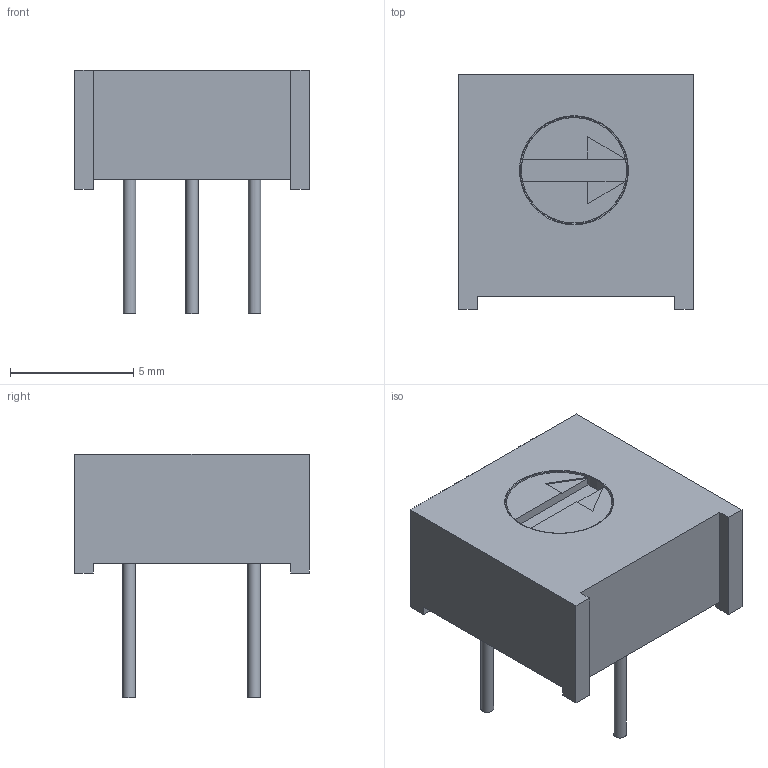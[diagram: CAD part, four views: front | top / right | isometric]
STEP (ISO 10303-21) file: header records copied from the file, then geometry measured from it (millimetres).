
FILE_DESCRIPTION(/* description */ ('Unknown'),/* implementation_level */ '2;1');
FILE_NAME(/* name */ 'BRAK OZNACZENIA PRODUCENTA',/* time_stamp */ '2023-09-14T11:11:33+02:00',/* author */ ('Unknown'),/* organization */ ('Unknown'),/* preprocessor_version */ 'ST-DEVELOPER v18.102',/* originating_system */ 'Solid Edge',/* authorisation */ 'Unknown');
FILE_SCHEMA (('AUTOMOTIVE_DESIGN {1 0 10303 214 3 1 1}'));
Length unit declared in the file: millimetre
Products named in the file (1): BRAK OZNACZENIA PRODUCENTA
Bounding box: 9.53 x 9.53 x 9.9 mm (x, y, z)
Volume: 387.6 mm3; surface area: 395.9 mm2
Topology: 1 solids, 1 shells, 43 faces, 109 edges, 73 vertices
Faces by surface type: plane 37, cylinder 5, torus 1
Full cylindrical faces by diameter (mm): 0.51 x3, 4.276 x1, 4.376 x1
Entity records: 1536 total; most frequent: CARTESIAN_POINT 210, DIRECTION 200, ORIENTED_EDGE 196, EDGE_CURVE 98, LINE 84, VECTOR 84, VERTEX_POINT 68, AXIS2_PLACEMENT_3D 58
